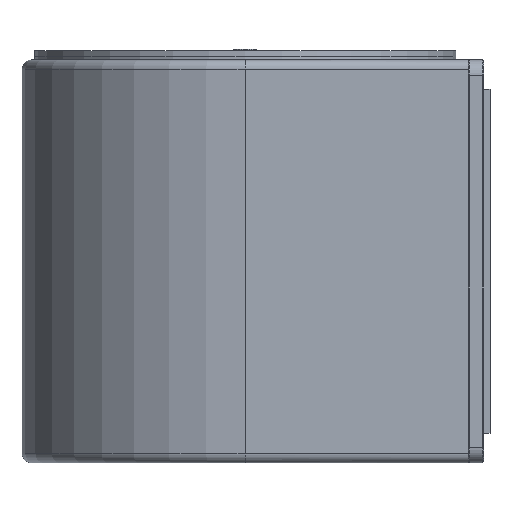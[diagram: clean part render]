
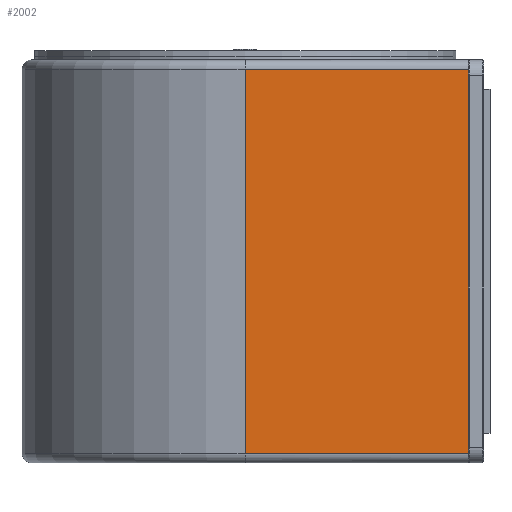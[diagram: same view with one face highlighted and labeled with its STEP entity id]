
A CAD part, left-side view. The second image highlights one B-rep face of the part: STEP entity #2002.
In plain terms, the highlighted planar face has unit normal (-1, 0, 0).
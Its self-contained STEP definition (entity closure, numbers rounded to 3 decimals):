
#67 = EDGE_LOOP ( 'NONE', ( #3814, #3389, #1600, #3668 ) ) ;
#122 = EDGE_CURVE ( 'NONE', #4452, #645, #2721, .T. ) ;
#268 = CARTESIAN_POINT ( 'NONE',  ( -72., 72., -3. ) ) ;
#360 = VERTEX_POINT ( 'NONE', #2997 ) ;
#495 = FACE_OUTER_BOUND ( 'NONE', #67, .T. ) ;
#617 = CARTESIAN_POINT ( 'NONE',  ( -72., 0., -127. ) ) ;
#641 = LINE ( 'NONE', #268, #3164 ) ;
#645 = VERTEX_POINT ( 'NONE', #3180 ) ;
#973 = AXIS2_PLACEMENT_3D ( 'NONE', #2676, #2279, #3755 ) ;
#1525 = VECTOR ( 'NONE', #2849, 1000. ) ;
#1538 = CARTESIAN_POINT ( 'NONE',  ( -72., 72., -3. ) ) ;
#1600 = ORIENTED_EDGE ( 'NONE', *, *, #122, .T. ) ;
#2002 = ADVANCED_FACE ( 'NONE', ( #495 ), #3369, .T. ) ;
#2009 = CARTESIAN_POINT ( 'NONE',  ( -72., 72., -130. ) ) ;
#2064 = VECTOR ( 'NONE', #2708, 1000. ) ;
#2279 = DIRECTION ( 'NONE',  ( -1., 0., 0. ) ) ;
#2676 = CARTESIAN_POINT ( 'NONE',  ( -72., 0., -130. ) ) ;
#2705 = DIRECTION ( 'NONE',  ( 0., 0., 1. ) ) ;
#2708 = DIRECTION ( 'NONE',  ( 0., 0., 1. ) ) ;
#2721 = LINE ( 'NONE', #4240, #2741 ) ;
#2741 = VECTOR ( 'NONE', #2705, 1000. ) ;
#2849 = DIRECTION ( 'NONE',  ( 0., -1., 0. ) ) ;
#2997 = CARTESIAN_POINT ( 'NONE',  ( -72., 72., -127. ) ) ;
#3038 = EDGE_CURVE ( 'NONE', #360, #4452, #4293, .T. ) ;
#3090 = DIRECTION ( 'NONE',  ( 0., 1., 0. ) ) ;
#3164 = VECTOR ( 'NONE', #3090, 1000. ) ;
#3180 = CARTESIAN_POINT ( 'NONE',  ( -72., 0., -3. ) ) ;
#3369 = PLANE ( 'NONE',  #973 ) ;
#3389 = ORIENTED_EDGE ( 'NONE', *, *, #3038, .T. ) ;
#3437 = EDGE_CURVE ( 'NONE', #645, #4230, #641, .T. ) ;
#3668 = ORIENTED_EDGE ( 'NONE', *, *, #3437, .T. ) ;
#3755 = DIRECTION ( 'NONE',  ( 0., 0., 1. ) ) ;
#3814 = ORIENTED_EDGE ( 'NONE', *, *, #4144, .F. ) ;
#3933 = CARTESIAN_POINT ( 'NONE',  ( -72., 0., -127. ) ) ;
#4144 = EDGE_CURVE ( 'NONE', #360, #4230, #4482, .T. ) ;
#4230 = VERTEX_POINT ( 'NONE', #1538 ) ;
#4240 = CARTESIAN_POINT ( 'NONE',  ( -72., 0., -130. ) ) ;
#4293 = LINE ( 'NONE', #617, #1525 ) ;
#4452 = VERTEX_POINT ( 'NONE', #3933 ) ;
#4482 = LINE ( 'NONE', #2009, #2064 ) ;
